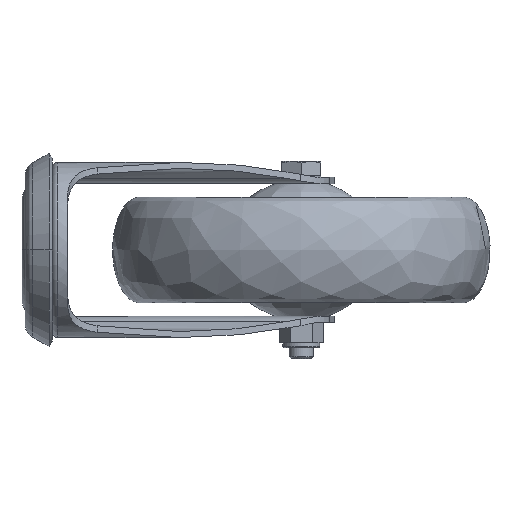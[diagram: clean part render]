
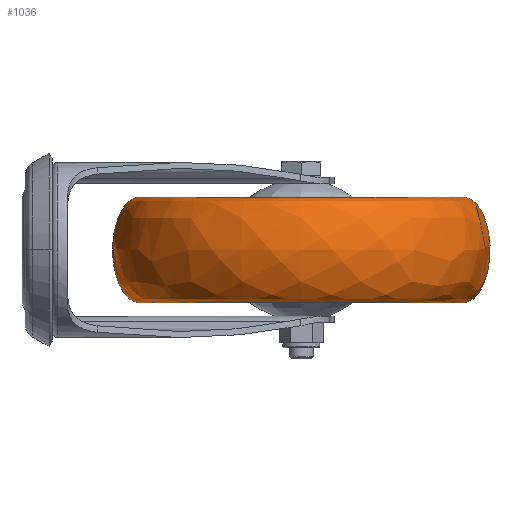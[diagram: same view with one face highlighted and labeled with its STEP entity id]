
A CAD part, left-side view. The second image highlights one B-rep face of the part: STEP entity #1036.
In plain terms, the highlighted free-form (B-spline) face has degree [3, 3] with [4, 4] control points.
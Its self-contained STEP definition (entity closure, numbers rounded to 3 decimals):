
#167 = CARTESIAN_POINT ( 'NONE',  ( 16.981, 26.54, 17.5 ) ) ;
#174 = ORIENTED_EDGE ( 'NONE', *, *, #7351, .T. ) ;
#267 = CARTESIAN_POINT ( 'NONE',  ( 16.981, 8.54, -17.5 ) ) ;
#351 = CARTESIAN_POINT ( 'NONE',  ( 16.981, 8.54, -17.5 ) ) ;
#560 = DIRECTION ( 'NONE',  ( 0., 1., 0. ) ) ;
#973 = CARTESIAN_POINT ( 'NONE',  ( -126.019, -116.46, -17.5 ) ) ;
#995 = VERTEX_POINT ( 'NONE', #7659 ) ;
#1036 = ADVANCED_FACE ( 'NONE', ( #9259 ), #6816, .F. ) ;
#1076 = CARTESIAN_POINT ( 'NONE',  ( 16.981, -116.46, -17.5 ) ) ;
#1133 = CARTESIAN_POINT ( 'NONE',  ( 16.981, 26.54, -17.5 ) ) ;
#1286 = DIRECTION ( 'NONE',  ( 0., 1., 0. ) ) ;
#1410 = VERTEX_POINT ( 'NONE', #5717 ) ;
#1666 = CARTESIAN_POINT ( 'NONE',  ( 16.981, -98.46, -17.5 ) ) ;
#1681 = EDGE_LOOP ( 'NONE', ( #9282, #9037, #174, #3101 ) ) ;
#1809 = CARTESIAN_POINT ( 'NONE',  ( 16.981, -98.46, 17.5 ) ) ;
#2596 = CARTESIAN_POINT ( 'NONE',  ( -126.019, 26.54, 17.5 ) ) ;
#3101 = ORIENTED_EDGE ( 'NONE', *, *, #4037, .F. ) ;
#3145 = CIRCLE ( 'NONE', #5208, 53.5 ) ;
#4037 = EDGE_CURVE ( 'NONE', #6781, #9640, #8727, .T. ) ;
#4214 = DIRECTION ( 'NONE',  ( 0., 0., -1. ) ) ;
#4424 = CARTESIAN_POINT ( 'NONE',  ( 16.981, -44.96, 17.5 ) ) ;
#4734 = CARTESIAN_POINT ( 'NONE',  ( 16.981, 8.54, 17.5 ) ) ;
#4778 = CARTESIAN_POINT ( 'NONE',  ( -90.019, -98.46, -17.5 ) ) ;
#4940 = CARTESIAN_POINT ( 'NONE',  ( 16.981, 8.54, 17.5 ) ) ;
#5030 = CARTESIAN_POINT ( 'NONE',  ( 16.981, -98.46, -17.5 ) ) ;
#5208 = AXIS2_PLACEMENT_3D ( 'NONE', #4424, #7385, #560 ) ;
#5449 = CARTESIAN_POINT ( 'NONE',  ( 16.981, -116.46, 17.5 ) ) ;
#5547 = CARTESIAN_POINT ( 'NONE',  ( -90.019, 8.54, 17.5 ) ) ;
#5717 = CARTESIAN_POINT ( 'NONE',  ( 16.981, -98.46, 17.5 ) ) ;
#5731 =( BOUNDED_CURVE ( )  B_SPLINE_CURVE ( 3, ( #4940, #6548, #7242, #9555 ),
 .UNSPECIFIED., .F., .F. ) 
 B_SPLINE_CURVE_WITH_KNOTS ( ( 4, 4 ),
 ( 3.142, 6.283 ),
 .UNSPECIFIED. ) 
 CURVE ( )  GEOMETRIC_REPRESENTATION_ITEM ( )  RATIONAL_B_SPLINE_CURVE ( ( 1., 0.333, 0.333, 1. ) ) 
 REPRESENTATION_ITEM ( '' )  );
#5791 = CARTESIAN_POINT ( 'NONE',  ( 16.981, -116.46, -17.5 ) ) ;
#6129 =( BOUNDED_CURVE ( )  B_SPLINE_CURVE ( 3, ( #6539, #9446, #5791, #5030 ),
 .UNSPECIFIED., .F., .F. ) 
 B_SPLINE_CURVE_WITH_KNOTS ( ( 4, 4 ),
 ( 3.142, 6.283 ),
 .UNSPECIFIED. ) 
 CURVE ( )  GEOMETRIC_REPRESENTATION_ITEM ( )  RATIONAL_B_SPLINE_CURVE ( ( 1., 0.333, 0.333, 1. ) ) 
 REPRESENTATION_ITEM ( '' )  );
#6539 = CARTESIAN_POINT ( 'NONE',  ( 16.981, -98.46, 17.5 ) ) ;
#6548 = CARTESIAN_POINT ( 'NONE',  ( 16.981, 26.54, 17.5 ) ) ;
#6781 = VERTEX_POINT ( 'NONE', #8799 ) ;
#6816 =( BOUNDED_SURFACE ( )  B_SPLINE_SURFACE ( 3, 3, ( 
 ( #1809, #7037, #5547, #4734 ),
 ( #5449, #8605, #2596, #167 ),
 ( #1076, #973, #8505, #1133 ),
 ( #1666, #4778, #7749, #267 ) ),
 .UNSPECIFIED., .F., .F., .F. ) 
 B_SPLINE_SURFACE_WITH_KNOTS ( ( 4, 4 ),
 ( 4, 4 ),
 ( 0., 1. ),
 ( 0., 1. ),
 .UNSPECIFIED. ) 
 GEOMETRIC_REPRESENTATION_ITEM ( )  RATIONAL_B_SPLINE_SURFACE ( (
 ( 1., 0.333, 0.333, 1.),
 ( 0.333, 0.111, 0.111, 0.333),
 ( 0.333, 0.111, 0.111, 0.333),
 ( 1., 0.333, 0.333, 1.) ) ) 
 REPRESENTATION_ITEM ( '' )  SURFACE ( )  );
#6892 = EDGE_CURVE ( 'NONE', #1410, #995, #3145, .T. ) ;
#7037 = CARTESIAN_POINT ( 'NONE',  ( -90.019, -98.46, 17.5 ) ) ;
#7242 = CARTESIAN_POINT ( 'NONE',  ( 16.981, 26.54, -17.5 ) ) ;
#7351 = EDGE_CURVE ( 'NONE', #995, #9640, #5731, .T. ) ;
#7385 = DIRECTION ( 'NONE',  ( 0., 0., -1. ) ) ;
#7659 = CARTESIAN_POINT ( 'NONE',  ( 16.981, 8.54, 17.5 ) ) ;
#7685 = EDGE_CURVE ( 'NONE', #1410, #6781, #6129, .T. ) ;
#7749 = CARTESIAN_POINT ( 'NONE',  ( -90.019, 8.54, -17.5 ) ) ;
#8118 = CARTESIAN_POINT ( 'NONE',  ( 16.981, -44.96, -17.5 ) ) ;
#8505 = CARTESIAN_POINT ( 'NONE',  ( -126.019, 26.54, -17.5 ) ) ;
#8605 = CARTESIAN_POINT ( 'NONE',  ( -126.019, -116.46, 17.5 ) ) ;
#8727 = CIRCLE ( 'NONE', #9370, 53.5 ) ;
#8799 = CARTESIAN_POINT ( 'NONE',  ( 16.981, -98.46, -17.5 ) ) ;
#9037 = ORIENTED_EDGE ( 'NONE', *, *, #6892, .T. ) ;
#9259 = FACE_OUTER_BOUND ( 'NONE', #1681, .T. ) ;
#9282 = ORIENTED_EDGE ( 'NONE', *, *, #7685, .F. ) ;
#9370 = AXIS2_PLACEMENT_3D ( 'NONE', #8118, #4214, #1286 ) ;
#9446 = CARTESIAN_POINT ( 'NONE',  ( 16.981, -116.46, 17.5 ) ) ;
#9555 = CARTESIAN_POINT ( 'NONE',  ( 16.981, 8.54, -17.5 ) ) ;
#9640 = VERTEX_POINT ( 'NONE', #351 ) ;
